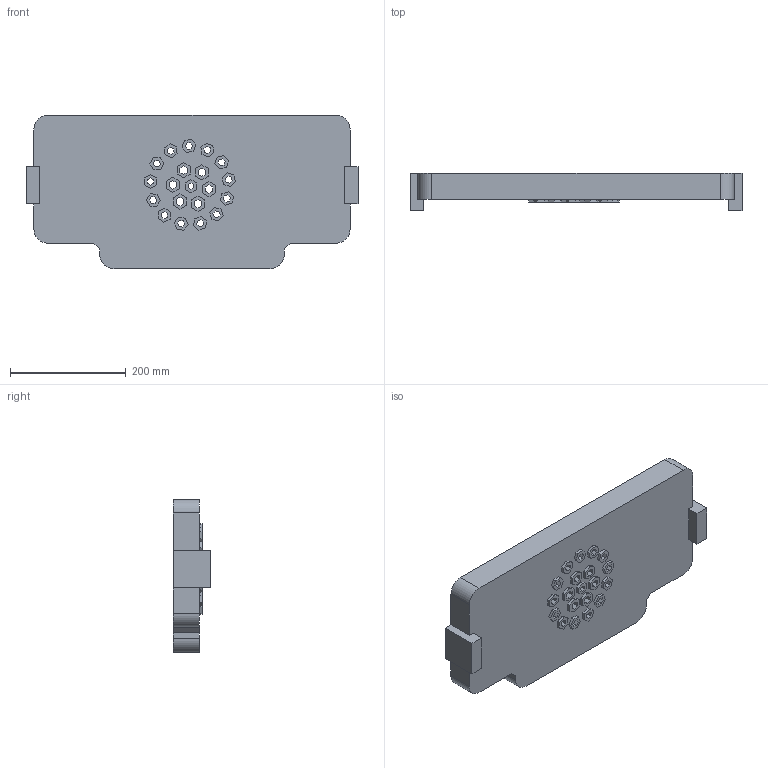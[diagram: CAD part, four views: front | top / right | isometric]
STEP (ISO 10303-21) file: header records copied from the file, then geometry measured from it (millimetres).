
FILE_DESCRIPTION (( 'STEP AP214' ), '1' );
FILE_NAME ('sprigcase.STEP', '2024-07-24T18:49:56', ( '' ), ( '' ), 'SwSTEP 2.0', 'SolidWorks 2023', '' );
FILE_SCHEMA (( 'AUTOMOTIVE_DESIGN' ));
Length unit declared in the file: centimetre
Products named in the file (1): sprigcase
Bounding box: 573.97 x 65 x 264.87 mm (x, y, z)
Volume: 1418977.3 mm3; surface area: 428059.9 mm2
Topology: 1 solids, 1 shells, 323 faces, 888 edges, 592 vertices
Faces by surface type: plane 299, cylinder 24
Entity records: 10193 total; most frequent: CARTESIAN_POINT 1804, ORIENTED_EDGE 1776, DIRECTION 1584, EDGE_CURVE 888, LINE 840, VECTOR 840, VERTEX_POINT 592, EDGE_LOOP 388
